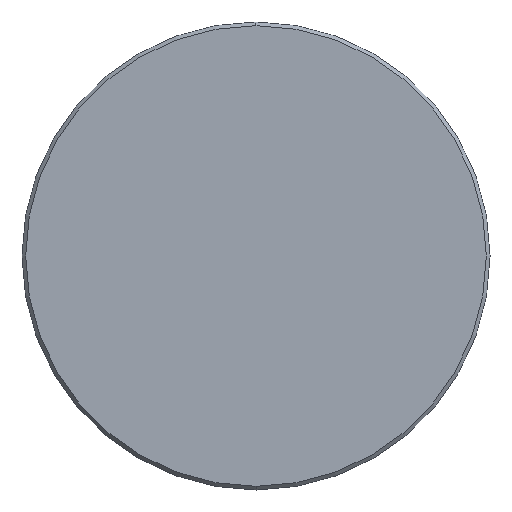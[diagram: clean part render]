
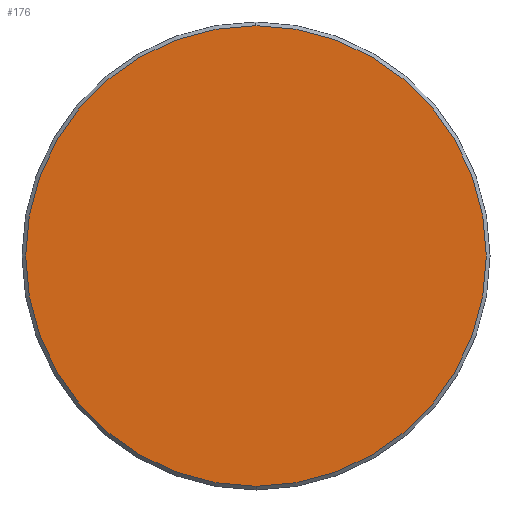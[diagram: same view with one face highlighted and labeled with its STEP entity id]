
A CAD part, left-side view. The second image highlights one B-rep face of the part: STEP entity #176.
In plain terms, the highlighted planar face has unit normal (-1, 0, 0).
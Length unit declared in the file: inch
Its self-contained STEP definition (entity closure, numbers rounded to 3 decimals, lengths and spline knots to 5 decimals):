
#2 = PLANE ( 'NONE',  #96 ) ;
#15 = ORIENTED_EDGE ( 'NONE', *, *, #210, .T. ) ;
#22 = CARTESIAN_POINT ( 'NONE',  ( -0.08071, 0., 0. ) ) ;
#49 = CARTESIAN_POINT ( 'NONE',  ( -0.08071, 0., 0. ) ) ;
#55 = EDGE_LOOP ( 'NONE', ( #15, #175 ) ) ;
#61 = DIRECTION ( 'NONE',  ( 0., 0., 1. ) ) ;
#63 = CARTESIAN_POINT ( 'NONE',  ( -0.08071, 0., -0.49213 ) ) ;
#79 = AXIS2_PLACEMENT_3D ( 'NONE', #49, #228, #61 ) ;
#83 = DIRECTION ( 'NONE',  ( 0., 0., 1. ) ) ;
#96 = AXIS2_PLACEMENT_3D ( 'NONE', #148, #121, #83 ) ;
#119 = CARTESIAN_POINT ( 'NONE',  ( -0.08071, 0., 0.49213 ) ) ;
#121 = DIRECTION ( 'NONE',  ( -1., 0., 0. ) ) ;
#123 = EDGE_CURVE ( 'NONE', #296, #272, #216, .T. ) ;
#125 = DIRECTION ( 'NONE',  ( 0., 0., 1. ) ) ;
#148 = CARTESIAN_POINT ( 'NONE',  ( -0.08071, 0., 0. ) ) ;
#162 = FACE_OUTER_BOUND ( 'NONE', #55, .T. ) ;
#175 = ORIENTED_EDGE ( 'NONE', *, *, #123, .T. ) ;
#176 = ADVANCED_FACE ( 'NONE', ( #162 ), #2, .T. ) ;
#210 = EDGE_CURVE ( 'NONE', #272, #296, #273, .T. ) ;
#216 = CIRCLE ( 'NONE', #234, 0.49213 ) ;
#218 = DIRECTION ( 'NONE',  ( -1., 0., 0. ) ) ;
#228 = DIRECTION ( 'NONE',  ( -1., 0., 0. ) ) ;
#234 = AXIS2_PLACEMENT_3D ( 'NONE', #22, #218, #125 ) ;
#272 = VERTEX_POINT ( 'NONE', #63 ) ;
#273 = CIRCLE ( 'NONE', #79, 0.49213 ) ;
#296 = VERTEX_POINT ( 'NONE', #119 ) ;
